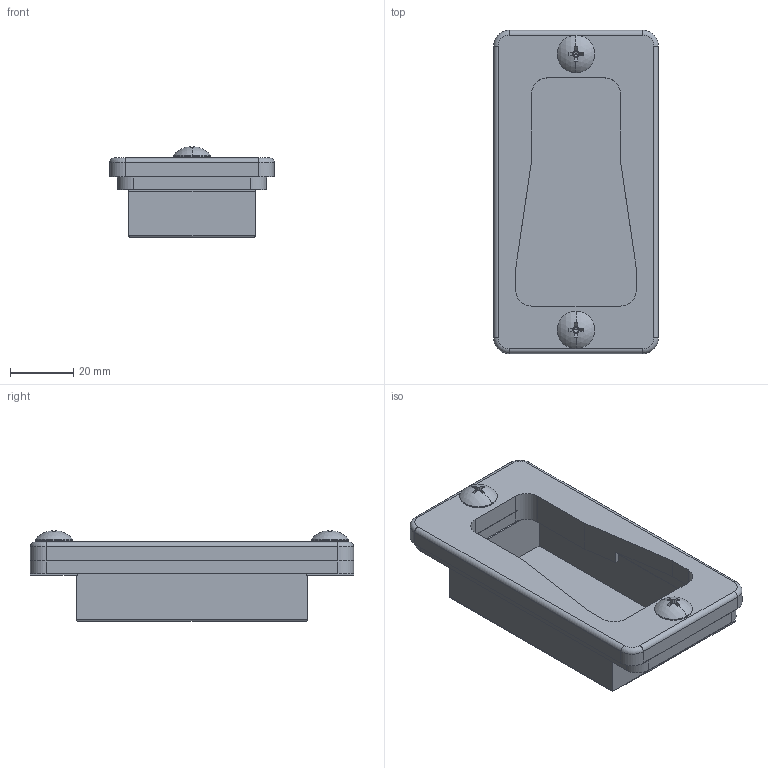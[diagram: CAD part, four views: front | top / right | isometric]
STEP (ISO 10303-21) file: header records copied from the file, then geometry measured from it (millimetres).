
FILE_DESCRIPTION (( 'STEP AP203' ), '1' );
FILE_NAME ('FA-836S-1.STEP', '2016-07-27T05:30:46', ( '' ), ( '' ), 'SwSTEP 2.0', 'SolidWorks 2014', '' );
FILE_SCHEMA (( 'CONFIG_CONTROL_DESIGN' ));
Length unit declared in the file: millimetre
Products named in the file (5): FA-836S-1_トロカバー; FA-836S-1_取付ベース; 廫帤寠晅側傋偹偠M5僩儔僗_僩儔僗M5亊10; FA-836S-1; FA-836S-1_受け板
Assembly tree (5 placements, depth 2):
  FA-836S-1
    FA-836S-1_受け板
    FA-836S-1_取付ベース
    FA-836S-1_トロカバー
    廫帤寠晅側傋偹偠M5僩儔僗_僩儔僗M5亊10  x2
Bounding box: 52 x 102 x 28.53 mm (x, y, z)
Volume: 29582.3 mm3; surface area: 31215.7 mm2
Topology: 5 solids, 5 shells, 200 faces, 508 edges, 322 vertices
Faces by surface type: plane 98, cylinder 74, cone 20, torus 4, sphere 4
Entity records: 5659 total; most frequent: DIRECTION 928, CARTESIAN_POINT 906, ORIENTED_EDGE 852, EDGE_CURVE 426, AXIS2_PLACEMENT_3D 340, VERTEX_POINT 270, VECTOR 248, LINE 248
